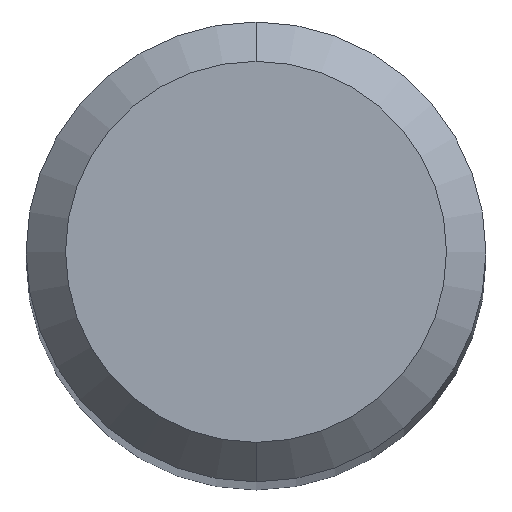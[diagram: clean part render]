
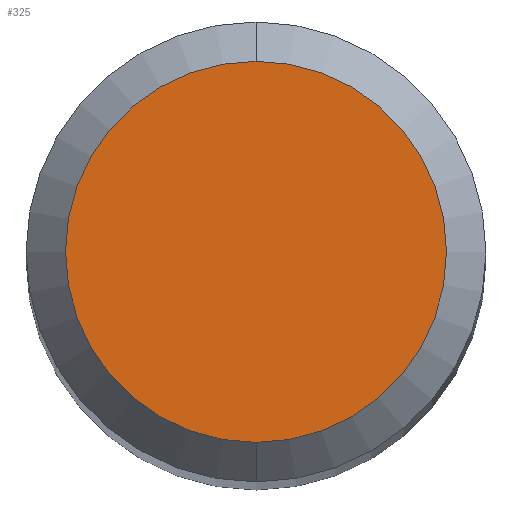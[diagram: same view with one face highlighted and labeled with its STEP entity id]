
A CAD part, top view. The second image highlights one B-rep face of the part: STEP entity #325.
In plain terms, the highlighted planar face has unit normal (0, 0, 1).
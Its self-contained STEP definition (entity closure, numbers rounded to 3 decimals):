
#155=VERTEX_POINT('',#374);
#189=EDGE_CURVE('',#155,#269,#411,.T.);
#263=EDGE_CURVE('',#269,#155,#495,.T.);
#269=VERTEX_POINT('',#501);
#325=ADVANCED_FACE('',(#565),#566,.T.);
#374=CARTESIAN_POINT('',(0.0,1.45,0.0));
#411=CIRCLE('',#667,1.45);
#495=CIRCLE('',#776,1.45);
#501=CARTESIAN_POINT('',(0.,-1.45,0.0));
#565=FACE_OUTER_BOUND('',#862,.T.);
#566=PLANE('',#863);
#667=AXIS2_PLACEMENT_3D('',#939,#940,#941);
#776=AXIS2_PLACEMENT_3D('',#1047,#1048,#1049);
#862=EDGE_LOOP('',(#1148,#1149));
#863=AXIS2_PLACEMENT_3D('',#1150,#1151,#1152);
#939=CARTESIAN_POINT('',(0.0,0.0,0.0));
#940=DIRECTION('',(0.0,0.0,-1.0));
#941=DIRECTION('',(0.0,1.0,0.0));
#1047=CARTESIAN_POINT('',(0.0,0.0,0.0));
#1048=DIRECTION('',(0.0,0.0,-1.0));
#1049=DIRECTION('',(0.0,1.0,0.0));
#1148=ORIENTED_EDGE('',*,*,#189,.F.);
#1149=ORIENTED_EDGE('',*,*,#263,.F.);
#1150=CARTESIAN_POINT('',(0.0,0.725,0.0));
#1151=DIRECTION('',(-0.0,0.0,1.0));
#1152=DIRECTION('',(0.0,-1.0,0.0));
